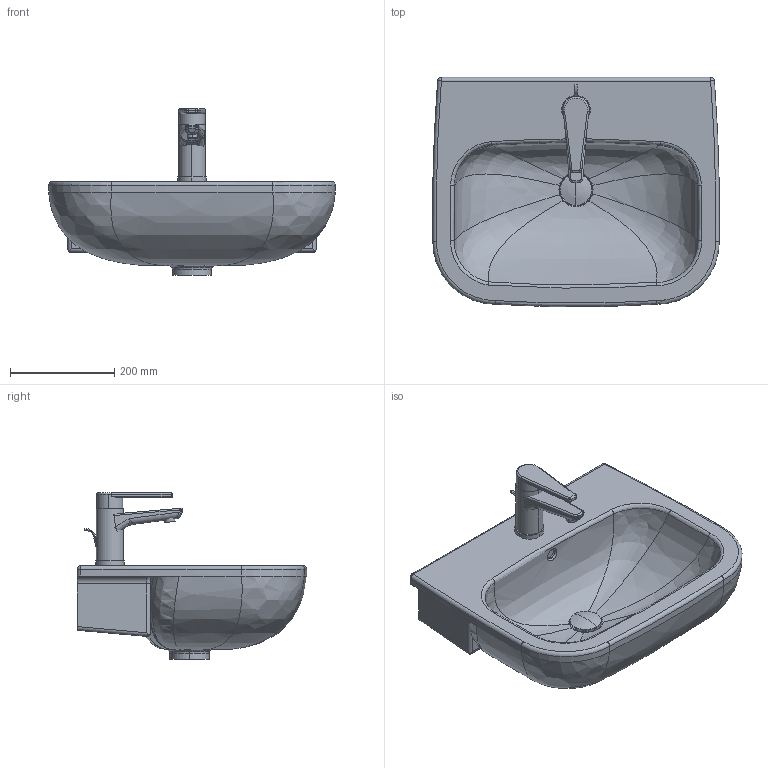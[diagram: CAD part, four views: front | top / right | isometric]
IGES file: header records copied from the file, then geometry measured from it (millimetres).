
Global section: file name: No Iges File Name specified; native system: AutoDesk Inventor R11.0; preprocessor: AutoDesk Inventor Iges Exporter R11.0; author: No Author specified; organization: No Organization specified; date: 20071024.201145; units: millimetre
Bounding box: 549.98 x 439.44 x 320 mm (x, y, z)
Volume: 13505874 mm3; surface area: 851370.1 mm2
Topology: 8 solids, 8 shells, 269 faces, 707 edges, 436 vertices
Faces by surface type: bspline 85, cylinder 70, plane 55, torus 24, revolution 21, sphere 10, cone 4
